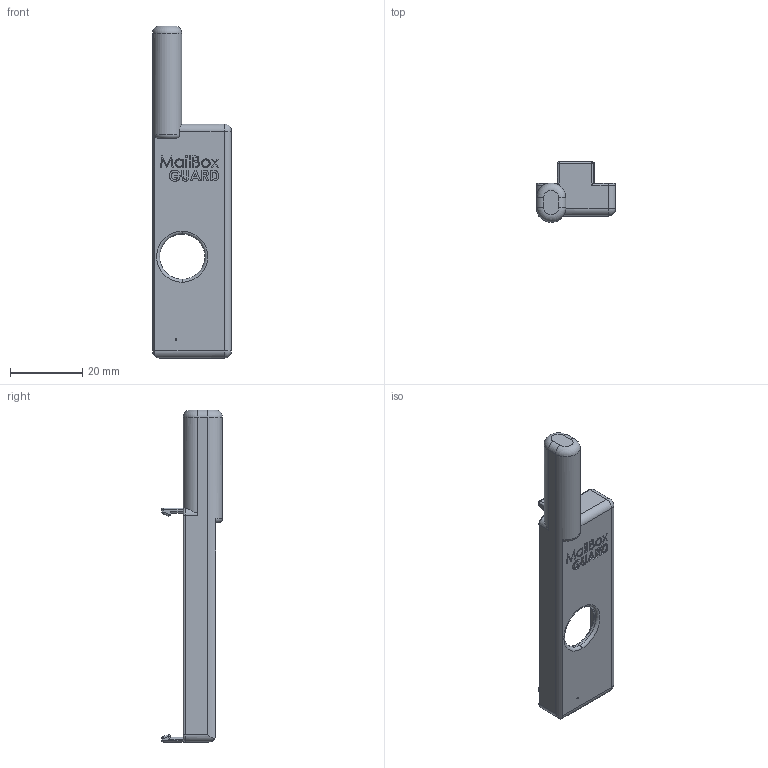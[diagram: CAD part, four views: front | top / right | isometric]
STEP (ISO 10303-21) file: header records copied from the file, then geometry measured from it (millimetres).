
FILE_DESCRIPTION (( 'STEP AP203' ), '1' );
FILE_NAME ('MailBoxGuard_Full_Size_Front_868_915.STEP', '2023-09-08T10:41:15', ( '' ), ( '' ), 'SwSTEP 2.0', 'SolidWorks 2022', '' );
FILE_SCHEMA (( 'CONFIG_CONTROL_DESIGN' ));
Length unit declared in the file: millimetre
Products named in the file (1): MailBoxGuard_Full_Size_Front_868_915
Bounding box: 21.9 x 16.85 x 92.1 mm (x, y, z)
Volume: 5117 mm3; surface area: 6909.6 mm2
Topology: 1 solids, 1 shells, 337 faces, 867 edges, 539 vertices
Faces by surface type: plane 162, cylinder 82, bspline 59, torus 22, sphere 12
Entity records: 13352 total; most frequent: CARTESIAN_POINT 5525, ORIENTED_EDGE 1710, DIRECTION 1434, EDGE_CURVE 855, VERTEX_POINT 539, LINE 536, VECTOR 536, AXIS2_PLACEMENT_3D 449
